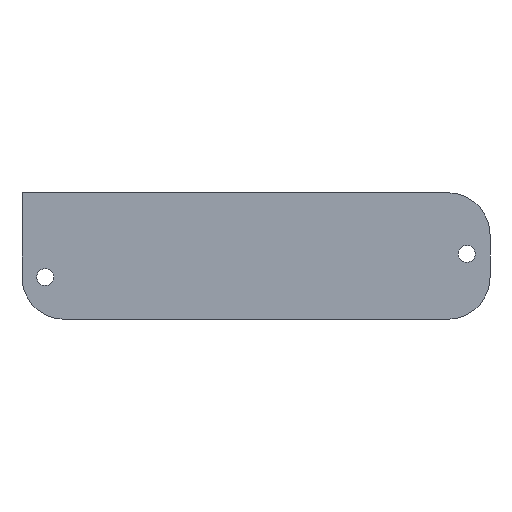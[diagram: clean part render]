
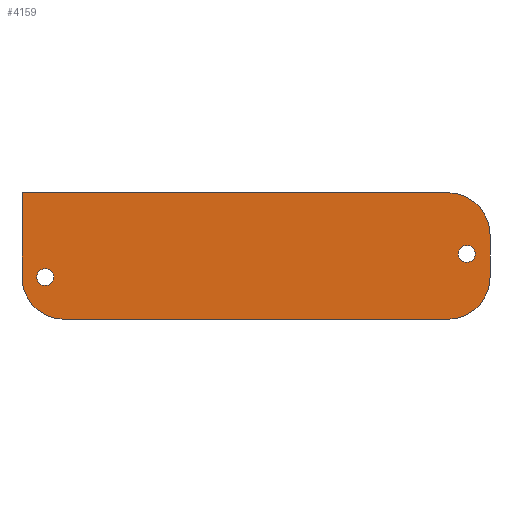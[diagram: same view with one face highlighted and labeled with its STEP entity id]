
A CAD part, front view. The second image highlights one B-rep face of the part: STEP entity #4159.
In plain terms, the highlighted planar face has unit normal (0, -1, 0).
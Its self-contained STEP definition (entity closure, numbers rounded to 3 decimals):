
#9 = AXIS2_PLACEMENT_3D ( 'NONE', #5515, #1404, #3692 ) ;
#92 = EDGE_LOOP ( 'NONE', ( #2585, #1644 ) ) ;
#180 = CARTESIAN_POINT ( 'NONE',  ( -114.656, 0., 9.68 ) ) ;
#195 = VERTEX_POINT ( 'NONE', #4902 ) ;
#219 = ORIENTED_EDGE ( 'NONE', *, *, #5593, .F. ) ;
#377 = AXIS2_PLACEMENT_3D ( 'NONE', #1797, #5340, #4768 ) ;
#478 = EDGE_CURVE ( 'NONE', #4579, #5920, #2975, .T. ) ;
#559 = CARTESIAN_POINT ( 'NONE',  ( 0., 0., 0. ) ) ;
#561 = CARTESIAN_POINT ( 'NONE',  ( -109.156, 0., -8.32 ) ) ;
#569 = ORIENTED_EDGE ( 'NONE', *, *, #5601, .F. ) ;
#727 = CARTESIAN_POINT ( 'NONE',  ( -13.656, 0., 9.68 ) ) ;
#762 = CARTESIAN_POINT ( 'NONE',  ( -3.656, 0., -0.32 ) ) ;
#840 = DIRECTION ( 'NONE',  ( 0., -1., 0. ) ) ;
#863 = CARTESIAN_POINT ( 'NONE',  ( -3.656, 0., 9.68 ) ) ;
#902 = VERTEX_POINT ( 'NONE', #561 ) ;
#1283 = FACE_BOUND ( 'NONE', #92, .T. ) ;
#1334 = EDGE_CURVE ( 'NONE', #3452, #2827, #3569, .T. ) ;
#1342 = CIRCLE ( 'NONE', #377, 2. ) ;
#1349 = ORIENTED_EDGE ( 'NONE', *, *, #1334, .F. ) ;
#1404 = DIRECTION ( 'NONE',  ( 0., -1., 0. ) ) ;
#1428 = LINE ( 'NONE', #2037, #3161 ) ;
#1484 = AXIS2_PLACEMENT_3D ( 'NONE', #559, #7039, #3536 ) ;
#1644 = ORIENTED_EDGE ( 'NONE', *, *, #3492, .T. ) ;
#1763 = DIRECTION ( 'NONE',  ( 0., 0., 1. ) ) ;
#1787 = CARTESIAN_POINT ( 'NONE',  ( -9.156, 0., -2.82 ) ) ;
#1797 = CARTESIAN_POINT ( 'NONE',  ( -9.156, 0., -4.82 ) ) ;
#1822 = CIRCLE ( 'NONE', #3771, 2. ) ;
#2037 = CARTESIAN_POINT ( 'NONE',  ( -114.656, 0., -20.32 ) ) ;
#2086 = AXIS2_PLACEMENT_3D ( 'NONE', #6659, #4256, #2552 ) ;
#2176 = VECTOR ( 'NONE', #3794, 1000. ) ;
#2325 = CIRCLE ( 'NONE', #2086, 10. ) ;
#2327 = AXIS2_PLACEMENT_3D ( 'NONE', #4529, #2823, #3923 ) ;
#2378 = DIRECTION ( 'NONE',  ( 0., 1., 0. ) ) ;
#2503 = DIRECTION ( 'NONE',  ( 1., 0., 0. ) ) ;
#2552 = DIRECTION ( 'NONE',  ( 0., 0., 1. ) ) ;
#2585 = ORIENTED_EDGE ( 'NONE', *, *, #6333, .T. ) ;
#2823 = DIRECTION ( 'NONE',  ( 0., 1., 0. ) ) ;
#2827 = VERTEX_POINT ( 'NONE', #727 ) ;
#2894 = EDGE_CURVE ( 'NONE', #4579, #3104, #4978, .T. ) ;
#2901 = ORIENTED_EDGE ( 'NONE', *, *, #4350, .T. ) ;
#2975 = LINE ( 'NONE', #5943, #6561 ) ;
#3043 = CIRCLE ( 'NONE', #7307, 2. ) ;
#3104 = VERTEX_POINT ( 'NONE', #7026 ) ;
#3134 = CARTESIAN_POINT ( 'NONE',  ( -104.656, 0., -20.32 ) ) ;
#3161 = VECTOR ( 'NONE', #3752, 1000. ) ;
#3452 = VERTEX_POINT ( 'NONE', #5233 ) ;
#3492 = EDGE_CURVE ( 'NONE', #902, #7107, #3043, .T. ) ;
#3493 = ORIENTED_EDGE ( 'NONE', *, *, #478, .F. ) ;
#3527 = CARTESIAN_POINT ( 'NONE',  ( -13.656, 0., -20.32 ) ) ;
#3536 = DIRECTION ( 'NONE',  ( 0., 0., 1. ) ) ;
#3555 = CARTESIAN_POINT ( 'NONE',  ( -109.156, 0., -10.32 ) ) ;
#3569 = LINE ( 'NONE', #180, #4110 ) ;
#3660 = CIRCLE ( 'NONE', #9, 10. ) ;
#3662 = ORIENTED_EDGE ( 'NONE', *, *, #4324, .T. ) ;
#3692 = DIRECTION ( 'NONE',  ( 0., 0., 1. ) ) ;
#3752 = DIRECTION ( 'NONE',  ( 0., 0., 1. ) ) ;
#3771 = AXIS2_PLACEMENT_3D ( 'NONE', #4174, #6506, #5362 ) ;
#3794 = DIRECTION ( 'NONE',  ( 0., 0., -1. ) ) ;
#3921 = VERTEX_POINT ( 'NONE', #1787 ) ;
#3923 = DIRECTION ( 'NONE',  ( 0., 0., 1. ) ) ;
#4110 = VECTOR ( 'NONE', #2503, 1000. ) ;
#4138 = CIRCLE ( 'NONE', #2327, 2. ) ;
#4159 = ADVANCED_FACE ( 'NONE', ( #5775, #1283, #5860 ), #5893, .F. ) ;
#4174 = CARTESIAN_POINT ( 'NONE',  ( -109.156, 0., -10.32 ) ) ;
#4256 = DIRECTION ( 'NONE',  ( 0., -1., 0. ) ) ;
#4324 = EDGE_CURVE ( 'NONE', #5284, #2827, #2325, .T. ) ;
#4350 = EDGE_CURVE ( 'NONE', #5805, #5920, #3660, .T. ) ;
#4364 = AXIS2_PLACEMENT_3D ( 'NONE', #6052, #840, #5487 ) ;
#4400 = ORIENTED_EDGE ( 'NONE', *, *, #6963, .T. ) ;
#4529 = CARTESIAN_POINT ( 'NONE',  ( -9.156, 0., -4.82 ) ) ;
#4579 = VERTEX_POINT ( 'NONE', #3527 ) ;
#4681 = CARTESIAN_POINT ( 'NONE',  ( -114.656, 0., -10.32 ) ) ;
#4768 = DIRECTION ( 'NONE',  ( 0., 0., 1. ) ) ;
#4902 = CARTESIAN_POINT ( 'NONE',  ( -9.156, 0., -6.82 ) ) ;
#4923 = CARTESIAN_POINT ( 'NONE',  ( -109.156, 0., -12.32 ) ) ;
#4978 = CIRCLE ( 'NONE', #4364, 10. ) ;
#5233 = CARTESIAN_POINT ( 'NONE',  ( -114.656, 0., 9.68 ) ) ;
#5284 = VERTEX_POINT ( 'NONE', #762 ) ;
#5340 = DIRECTION ( 'NONE',  ( 0., 1., 0. ) ) ;
#5362 = DIRECTION ( 'NONE',  ( 0., 0., 1. ) ) ;
#5447 = DIRECTION ( 'NONE',  ( -1., 0., 0. ) ) ;
#5487 = DIRECTION ( 'NONE',  ( 0., 0., 1. ) ) ;
#5515 = CARTESIAN_POINT ( 'NONE',  ( -104.656, 0., -10.32 ) ) ;
#5593 = EDGE_CURVE ( 'NONE', #5284, #3104, #6647, .T. ) ;
#5601 = EDGE_CURVE ( 'NONE', #5805, #3452, #1428, .T. ) ;
#5775 = FACE_OUTER_BOUND ( 'NONE', #6952, .T. ) ;
#5805 = VERTEX_POINT ( 'NONE', #4681 ) ;
#5845 = ORIENTED_EDGE ( 'NONE', *, *, #7243, .T. ) ;
#5860 = FACE_BOUND ( 'NONE', #6785, .T. ) ;
#5893 = PLANE ( 'NONE',  #1484 ) ;
#5920 = VERTEX_POINT ( 'NONE', #3134 ) ;
#5943 = CARTESIAN_POINT ( 'NONE',  ( -3.656, 0., -20.32 ) ) ;
#6005 = ORIENTED_EDGE ( 'NONE', *, *, #2894, .T. ) ;
#6052 = CARTESIAN_POINT ( 'NONE',  ( -13.656, 0., -10.32 ) ) ;
#6333 = EDGE_CURVE ( 'NONE', #7107, #902, #1822, .T. ) ;
#6506 = DIRECTION ( 'NONE',  ( 0., 1., 0. ) ) ;
#6561 = VECTOR ( 'NONE', #5447, 1000. ) ;
#6647 = LINE ( 'NONE', #863, #2176 ) ;
#6659 = CARTESIAN_POINT ( 'NONE',  ( -13.656, 0., -0.32 ) ) ;
#6785 = EDGE_LOOP ( 'NONE', ( #5845, #4400 ) ) ;
#6952 = EDGE_LOOP ( 'NONE', ( #219, #3662, #1349, #569, #2901, #3493, #6005 ) ) ;
#6963 = EDGE_CURVE ( 'NONE', #3921, #195, #1342, .T. ) ;
#7026 = CARTESIAN_POINT ( 'NONE',  ( -3.656, 0., -10.32 ) ) ;
#7039 = DIRECTION ( 'NONE',  ( 0., 1., 0. ) ) ;
#7107 = VERTEX_POINT ( 'NONE', #4923 ) ;
#7243 = EDGE_CURVE ( 'NONE', #195, #3921, #4138, .T. ) ;
#7307 = AXIS2_PLACEMENT_3D ( 'NONE', #3555, #2378, #1763 ) ;
